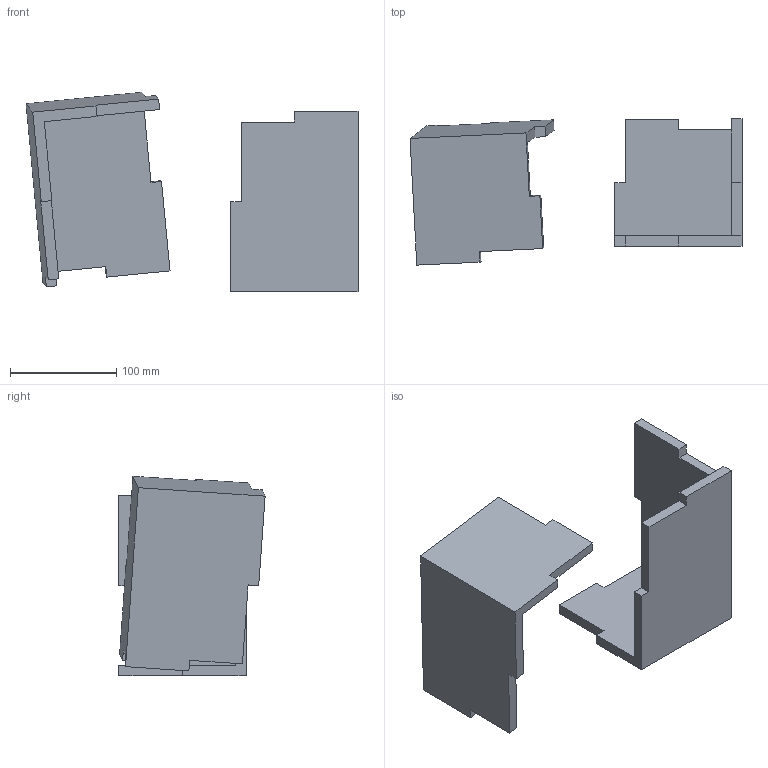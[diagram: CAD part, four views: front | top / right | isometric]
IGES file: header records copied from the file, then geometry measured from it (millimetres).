
Start section: SolidWorks IGES file using analytic representation for surfaces
Global section: file name: 01 CONJ sol1.IGS; native system: SolidWorks 2015; preprocessor: SolidWorks 2015; author: Utilisateur; date: 160217.115106; units: inch
Bounding box: 313.21 x 137.98 x 188.07 mm (x, y, z)
Volume: 948000 mm3; surface area: 206400 mm2
Topology: 2 solids, 2 shells, 44 faces, 240 edges, 320 vertices
Faces by surface type: plane 44
